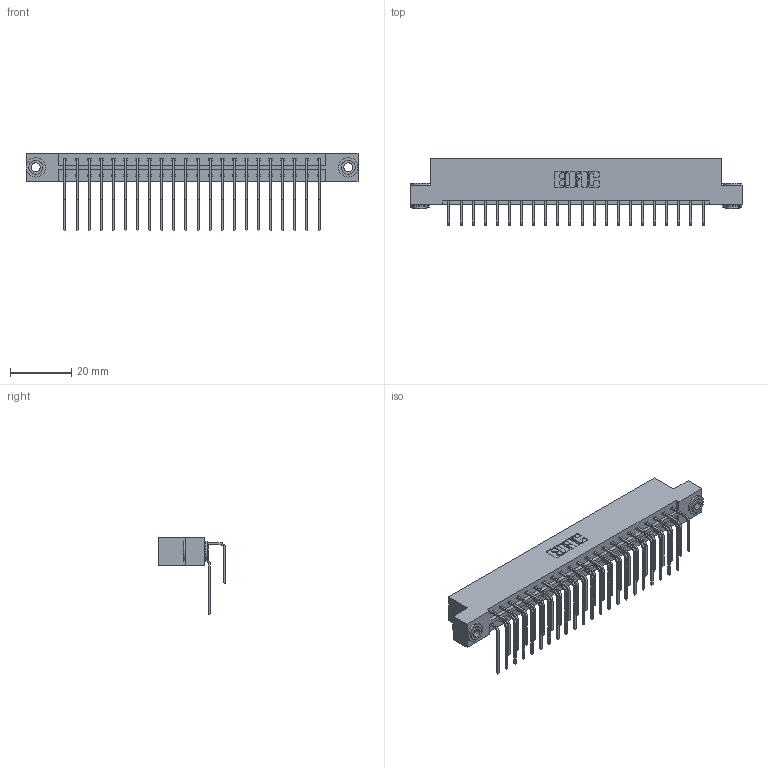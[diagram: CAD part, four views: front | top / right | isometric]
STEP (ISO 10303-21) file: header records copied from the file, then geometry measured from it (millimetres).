
FILE_DESCRIPTION (( 'STEP AP203' ), '1' );
FILE_NAME ('833-044-558-203.STEP', '2020-06-04T01:59:18', ( '' ), ( '' ), 'SwSTEP 2.0', 'SolidWorks 2020', '' );
FILE_SCHEMA (( 'CONFIG_CONTROL_DESIGN' ));
Length unit declared in the file: inch
Products named in the file (5): 345-292-001_558 Tail - 2; 345-292-001_558 559 Tail - 1; 833-044-558-203; 833 Part_Flush - .156 Dia - TH; 345-250-002_345-250-002-102
Assembly tree (47 placements, depth 2):
  833-044-558-203
    833 Part_Flush - .156 Dia - TH
    345-292-001_558 559 Tail - 1  x22
    345-292-001_558 Tail - 2  x22
    345-250-002_345-250-002-102  x2
Bounding box: 108.71 x 22.17 x 25.53 mm (x, y, z)
Volume: 11185.1 mm3; surface area: 14493.8 mm2
Topology: 47 solids, 47 shells, 2528 faces, 7471 edges, 4918 vertices
Faces by surface type: plane 1752, cylinder 768, cone 8
Entity records: 19174 total; most frequent: CARTESIAN_POINT 3228, ORIENTED_EDGE 3106, DIRECTION 2807, EDGE_CURVE 1553, LINE 1361, VECTOR 1361, VERTEX_POINT 1030, AXIS2_PLACEMENT_3D 723
